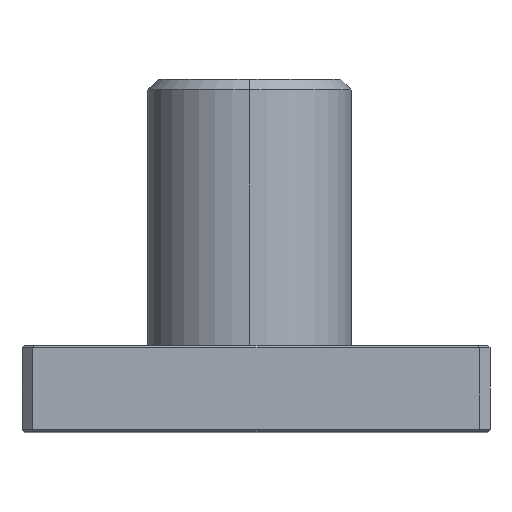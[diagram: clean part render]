
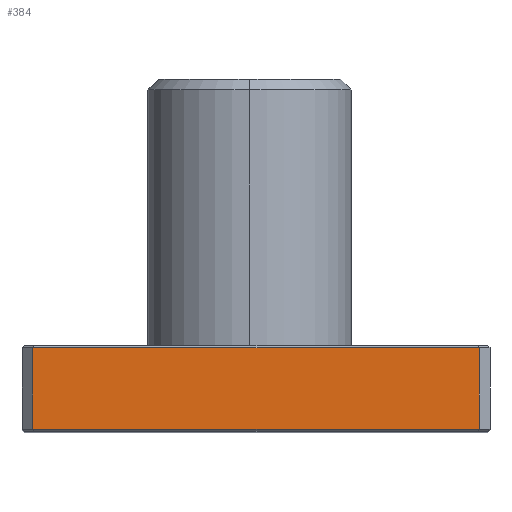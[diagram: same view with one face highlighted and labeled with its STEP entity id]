
A CAD part, top view. The second image highlights one B-rep face of the part: STEP entity #384.
In plain terms, the highlighted planar face has unit normal (0, 0, 1).
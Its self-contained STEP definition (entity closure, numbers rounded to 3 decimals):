
#38 = CARTESIAN_POINT ( 'NONE',  ( 21.5, 8., 38. ) ) ;
#43 = EDGE_CURVE ( 'NONE', #623, #768, #225, .T. ) ;
#44 = EDGE_LOOP ( 'NONE', ( #501, #1542, #1936, #2053 ) ) ;
#224 = VERTEX_POINT ( 'NONE', #862 ) ;
#225 = LINE ( 'NONE', #38, #1079 ) ;
#300 = VECTOR ( 'NONE', #1990, 1000. ) ;
#328 = VERTEX_POINT ( 'NONE', #1436 ) ;
#341 = FACE_OUTER_BOUND ( 'NONE', #44, .T. ) ;
#349 = CARTESIAN_POINT ( 'NONE',  ( -21.3, 8., 38. ) ) ;
#374 = CARTESIAN_POINT ( 'NONE',  ( -20.3, 7.8, 38. ) ) ;
#384 = ADVANCED_FACE ( 'NONE', ( #341 ), #1447, .F. ) ;
#501 = ORIENTED_EDGE ( 'NONE', *, *, #1586, .T. ) ;
#506 = CARTESIAN_POINT ( 'NONE',  ( -21.3, 0.2, 38. ) ) ;
#593 = VECTOR ( 'NONE', #2131, 1000. ) ;
#594 = CARTESIAN_POINT ( 'NONE',  ( -20.3, 8., 38. ) ) ;
#617 = AXIS2_PLACEMENT_3D ( 'NONE', #349, #2025, #1284 ) ;
#623 = VERTEX_POINT ( 'NONE', #789 ) ;
#768 = VERTEX_POINT ( 'NONE', #1592 ) ;
#776 = DIRECTION ( 'NONE',  ( 0., 1., 0. ) ) ;
#789 = CARTESIAN_POINT ( 'NONE',  ( 21.5, 0.2, 38. ) ) ;
#862 = CARTESIAN_POINT ( 'NONE',  ( -20.3, 0.2, 38. ) ) ;
#1079 = VECTOR ( 'NONE', #776, 1000. ) ;
#1284 = DIRECTION ( 'NONE',  ( -1., 0., 0. ) ) ;
#1436 = CARTESIAN_POINT ( 'NONE',  ( -20.3, 7.8, 38. ) ) ;
#1447 = PLANE ( 'NONE',  #617 ) ;
#1469 = LINE ( 'NONE', #374, #2207 ) ;
#1542 = ORIENTED_EDGE ( 'NONE', *, *, #1778, .T. ) ;
#1586 = EDGE_CURVE ( 'NONE', #328, #224, #2114, .T. ) ;
#1592 = CARTESIAN_POINT ( 'NONE',  ( 21.5, 7.8, 38. ) ) ;
#1644 = DIRECTION ( 'NONE',  ( -1., 0., 0. ) ) ;
#1778 = EDGE_CURVE ( 'NONE', #224, #623, #2177, .T. ) ;
#1844 = EDGE_CURVE ( 'NONE', #768, #328, #1469, .T. ) ;
#1936 = ORIENTED_EDGE ( 'NONE', *, *, #43, .T. ) ;
#1990 = DIRECTION ( 'NONE',  ( 1., 0., 0. ) ) ;
#2025 = DIRECTION ( 'NONE',  ( 0., 0., -1. ) ) ;
#2053 = ORIENTED_EDGE ( 'NONE', *, *, #1844, .T. ) ;
#2114 = LINE ( 'NONE', #594, #593 ) ;
#2131 = DIRECTION ( 'NONE',  ( 0., -1., 0. ) ) ;
#2177 = LINE ( 'NONE', #506, #300 ) ;
#2207 = VECTOR ( 'NONE', #1644, 1000. ) ;
